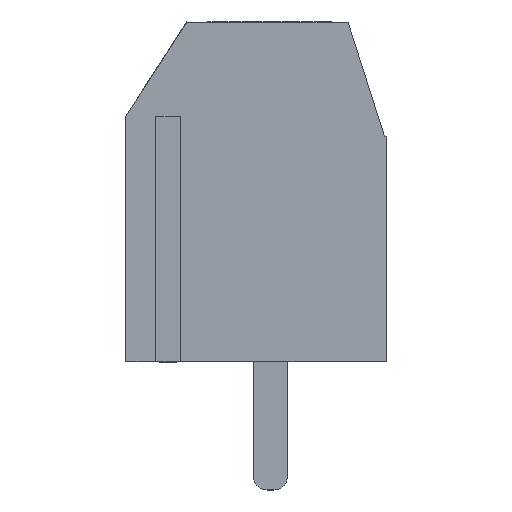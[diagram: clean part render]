
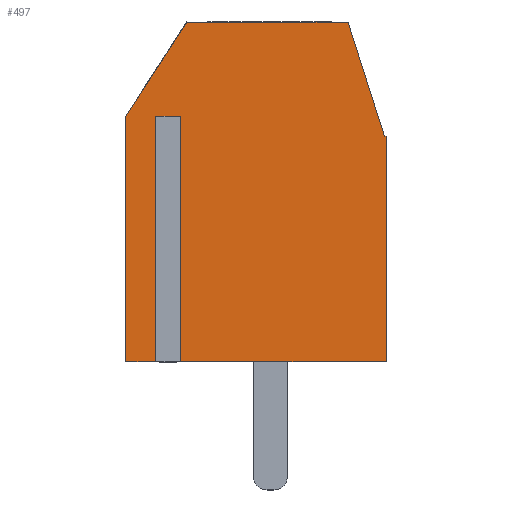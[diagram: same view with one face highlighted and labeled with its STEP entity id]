
A CAD part, left-side view. The second image highlights one B-rep face of the part: STEP entity #497.
In plain terms, the highlighted face is planar.
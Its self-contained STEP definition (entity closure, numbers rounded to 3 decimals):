
#54 = VERTEX_POINT('',#55);
#55 = CARTESIAN_POINT('',(-17.924,-12.907,20.));
#61 = EDGE_CURVE('',#54,#62,#64,.T.);
#62 = VERTEX_POINT('',#63);
#63 = CARTESIAN_POINT('',(-17.924,-5.672,20.));
#64 = LINE('',#65,#66);
#65 = CARTESIAN_POINT('',(-17.924,-12.907,20.));
#66 = VECTOR('',#67,1.);
#67 = DIRECTION('',(0.,1.,0.));
#230 = VERTEX_POINT('',#231);
#231 = CARTESIAN_POINT('',(-10.246,-12.907,20.));
#237 = EDGE_CURVE('',#230,#238,#240,.T.);
#238 = VERTEX_POINT('',#239);
#239 = CARTESIAN_POINT('',(-16.424,-12.907,20.));
#240 = LINE('',#241,#242);
#241 = CARTESIAN_POINT('',(-10.246,-12.907,20.));
#242 = VECTOR('',#243,1.);
#243 = DIRECTION('',(-1.,0.,0.));
#246 = VERTEX_POINT('',#247);
#247 = CARTESIAN_POINT('',(-16.924,-12.907,20.));
#253 = EDGE_CURVE('',#246,#54,#254,.T.);
#254 = LINE('',#255,#256);
#255 = CARTESIAN_POINT('',(-10.246,-12.907,20.));
#256 = VECTOR('',#257,1.);
#257 = DIRECTION('',(-1.,0.,0.));
#311 = EDGE_CURVE('',#62,#312,#314,.T.);
#312 = VERTEX_POINT('',#313);
#313 = CARTESIAN_POINT('',(-16.128,-2.893,20.));
#314 = LINE('',#315,#316);
#315 = CARTESIAN_POINT('',(-17.924,-5.672,20.));
#316 = VECTOR('',#317,1.);
#317 = DIRECTION('',(0.543,0.84,0.));
#497 = ADVANCED_FACE('',(#498),#556,.T.);
#498 = FACE_BOUND('',#499,.T.);
#499 = EDGE_LOOP('',(#500,#501,#502,#510,#518,#524,#525,#533,#541,#549,
    #555));
#500 = ORIENTED_EDGE('',*,*,#61,.F.);
#501 = ORIENTED_EDGE('',*,*,#253,.F.);
#502 = ORIENTED_EDGE('',*,*,#503,.F.);
#503 = EDGE_CURVE('',#504,#246,#506,.T.);
#504 = VERTEX_POINT('',#505);
#505 = CARTESIAN_POINT('',(-16.924,-5.672,20.));
#506 = LINE('',#507,#508);
#507 = CARTESIAN_POINT('',(-16.924,-5.672,20.));
#508 = VECTOR('',#509,1.);
#509 = DIRECTION('',(0.,-1.,0.));
#510 = ORIENTED_EDGE('',*,*,#511,.F.);
#511 = EDGE_CURVE('',#512,#504,#514,.T.);
#512 = VERTEX_POINT('',#513);
#513 = CARTESIAN_POINT('',(-16.424,-5.672,20.));
#514 = LINE('',#515,#516);
#515 = CARTESIAN_POINT('',(-16.424,-5.672,20.));
#516 = VECTOR('',#517,1.);
#517 = DIRECTION('',(-1.,0.,0.));
#518 = ORIENTED_EDGE('',*,*,#519,.F.);
#519 = EDGE_CURVE('',#238,#512,#520,.T.);
#520 = LINE('',#521,#522);
#521 = CARTESIAN_POINT('',(-16.424,-12.907,20.));
#522 = VECTOR('',#523,1.);
#523 = DIRECTION('',(0.,1.,0.));
#524 = ORIENTED_EDGE('',*,*,#237,.F.);
#525 = ORIENTED_EDGE('',*,*,#526,.F.);
#526 = EDGE_CURVE('',#527,#230,#529,.T.);
#527 = VERTEX_POINT('',#528);
#528 = CARTESIAN_POINT('',(-10.246,-6.256,20.));
#529 = LINE('',#530,#531);
#530 = CARTESIAN_POINT('',(-10.246,-6.256,20.));
#531 = VECTOR('',#532,1.);
#532 = DIRECTION('',(0.,-1.,0.));
#533 = ORIENTED_EDGE('',*,*,#534,.F.);
#534 = EDGE_CURVE('',#535,#527,#537,.T.);
#535 = VERTEX_POINT('',#536);
#536 = CARTESIAN_POINT('',(-10.297,-6.256,20.));
#537 = LINE('',#538,#539);
#538 = CARTESIAN_POINT('',(-10.297,-6.256,20.));
#539 = VECTOR('',#540,1.);
#540 = DIRECTION('',(1.,0.,0.));
#541 = ORIENTED_EDGE('',*,*,#542,.F.);
#542 = EDGE_CURVE('',#543,#535,#545,.T.);
#543 = VERTEX_POINT('',#544);
#544 = CARTESIAN_POINT('',(-11.373,-2.893,20.));
#545 = LINE('',#546,#547);
#546 = CARTESIAN_POINT('',(-11.373,-2.893,20.));
#547 = VECTOR('',#548,1.);
#548 = DIRECTION('',(0.305,-0.952,0.));
#549 = ORIENTED_EDGE('',*,*,#550,.F.);
#550 = EDGE_CURVE('',#312,#543,#551,.T.);
#551 = LINE('',#552,#553);
#552 = CARTESIAN_POINT('',(-16.128,-2.893,20.));
#553 = VECTOR('',#554,1.);
#554 = DIRECTION('',(1.,0.,0.));
#555 = ORIENTED_EDGE('',*,*,#311,.F.);
#556 = PLANE('',#557);
#557 = AXIS2_PLACEMENT_3D('',#558,#559,#560);
#558 = CARTESIAN_POINT('',(-14.046,-8.264,20.));
#559 = DIRECTION('',(0.,0.,1.));
#560 = DIRECTION('',(1.,0.,0.));
